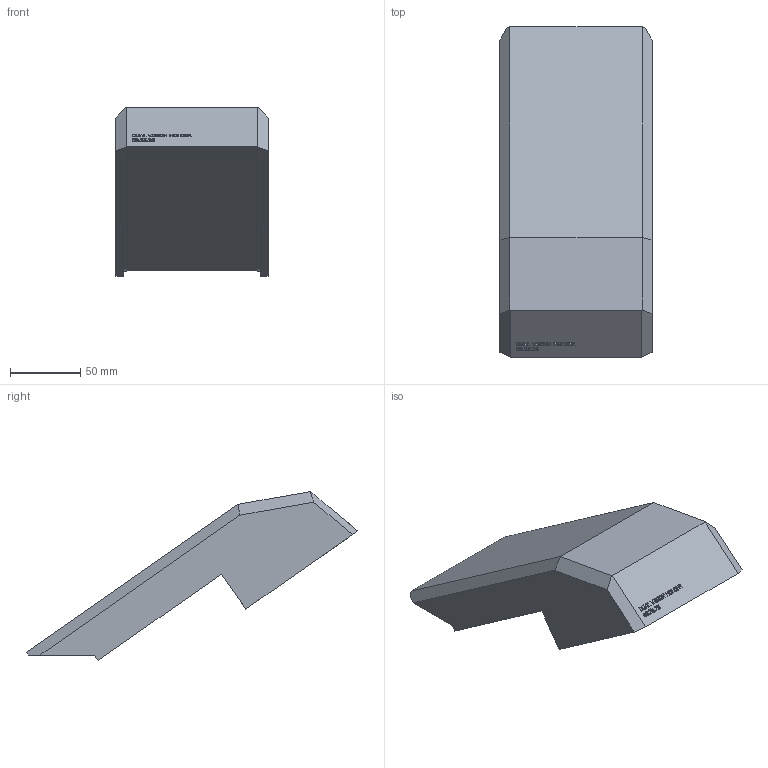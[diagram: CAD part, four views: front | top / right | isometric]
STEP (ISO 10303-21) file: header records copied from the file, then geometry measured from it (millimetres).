
FILE_DESCRIPTION(/* description */ (''),/* implementation_level */ '2;1');
FILE_NAME(/* name */ 'cameraholderlid v0.5.stp',/* time_stamp */ '2025-08-25T12:16:59-04:00',/* author */ ('mateo'),/* organization */ (''),/* preprocessor_version */ 'ST-DEVELOPER v20',/* originating_system */ 'Autodesk Inventor 2025',/* authorisation */ '');
FILE_SCHEMA (('AUTOMOTIVE_DESIGN { 1 0 10303 214 3 1 1 }'));
Length unit declared in the file: millimetre
Products named in the file (1): cameraholderlid v0.5
Bounding box: 108.46 x 235.99 x 120.4 mm (x, y, z)
Volume: 302936.7 mm3; surface area: 94380.9 mm2
Topology: 1 solids, 1 shells, 382 faces, 1043 edges, 697 vertices
Faces by surface type: plane 228, bspline 154
Entity records: 12801 total; most frequent: CARTESIAN_POINT 4125, ORIENTED_EDGE 2086, DIRECTION 1193, EDGE_CURVE 1043, LINE 735, VECTOR 735, VERTEX_POINT 696, EDGE_LOOP 415
